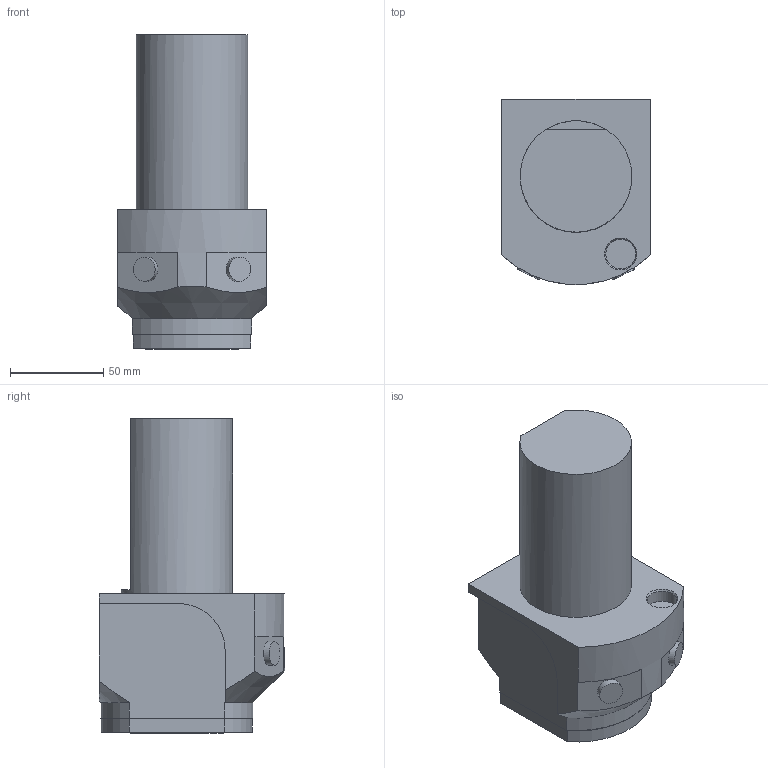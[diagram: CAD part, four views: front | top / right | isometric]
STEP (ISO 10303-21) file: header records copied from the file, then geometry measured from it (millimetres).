
FILE_DESCRIPTION(/* description */ (''),/* implementation_level */ '2;1');
FILE_NAME(/* name */ '1522873459717.stp',/* time_stamp */ '2018-04-04T22:27:20+02:00',/* author */ (''),/* organization */ ('SMS'),/* preprocessor_version */ 'ST-DEVELOPER v15',/* originating_system */ 'SIEMENS PLM Software NX 8.5',/* authorisation */ '');
FILE_SCHEMA (('AUTOMOTIVE_DESIGN { 1 0 10303 214 3 1 1 1 }'));
Length unit declared in the file: millimetre
Products named in the file (1): MOD000000000000000020083666000000
Bounding box: 80 x 99.44 x 169 mm (x, y, z)
Volume: 671861.6 mm3; surface area: 58454 mm2
Topology: 1 solids, 1 shells, 53 faces, 131 edges, 88 vertices
Faces by surface type: plane 30, cylinder 14, cone 9
Full cylindrical faces by diameter (mm): 3 x1, 13 x2, 16.014 x1, 50 x1, 59.99 x1
Entity records: 1646 total; most frequent: CARTESIAN_POINT 371, DIRECTION 263, ORIENTED_EDGE 240, EDGE_CURVE 120, AXIS2_PLACEMENT_3D 100, VERTEX_POINT 84, EDGE_LOOP 68, LINE 63
